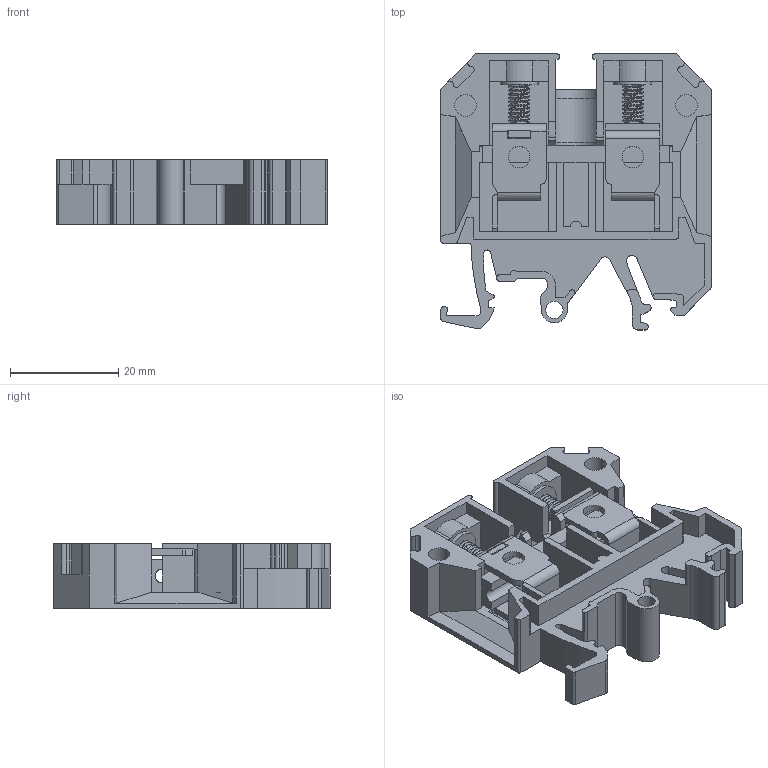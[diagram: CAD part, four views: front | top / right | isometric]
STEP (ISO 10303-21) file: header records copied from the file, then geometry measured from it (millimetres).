
FILE_DESCRIPTION (( 'STEP AP214' ), '1' );
FILE_NAME ('YZN30-016-K07_Êëåììà âèíòîâàÿ ÊÂÈ-16ìì2 ñèíÿÿ IEK.STEP', '2020-11-27T12:24:26', ( '' ), ( '' ), 'SwSTEP 2.0', 'SolidWorks 2017', '' );
FILE_SCHEMA (( 'AUTOMOTIVE_DESIGN' ));
Length unit declared in the file: millimetre
Products named in the file (1): YZN30-016-K07_Êëåììà âèíòîâàÿ ÊÂÈ-16ìì2 ñèíÿÿ IEK
Bounding box: 50 x 51 x 12 mm (x, y, z)
Volume: 10160.5 mm3; surface area: 15157.9 mm2
Topology: 6 solids, 6 shells, 538 faces, 1519 edges, 1002 vertices
Faces by surface type: plane 320, cylinder 198, cone 8, bspline 8, torus 4
Entity records: 31010 total; most frequent: CARTESIAN_POINT 11084, ORIENTED_EDGE 3038, DIRECTION 2766, EDGE_CURVE 1519, LINE 1044, VECTOR 1044, VERTEX_POINT 1002, AXIS2_PLACEMENT_3D 861
